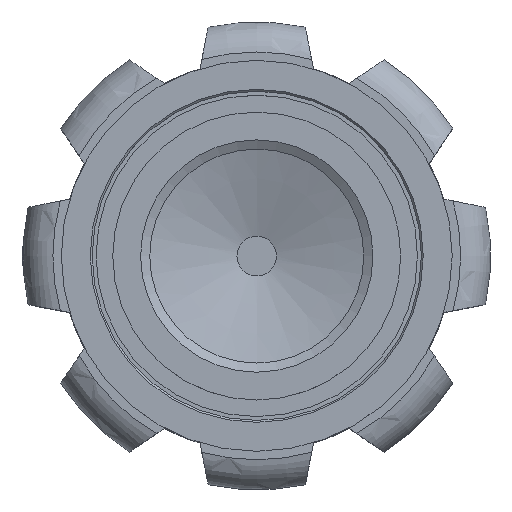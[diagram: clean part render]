
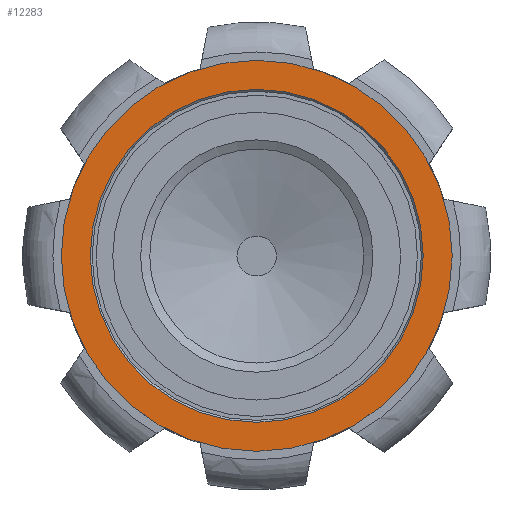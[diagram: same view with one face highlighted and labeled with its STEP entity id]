
A CAD part, top view. The second image highlights one B-rep face of the part: STEP entity #12283.
In plain terms, the highlighted planar face has unit normal (0, 0, 1).
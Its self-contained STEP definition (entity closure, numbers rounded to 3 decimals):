
#460 = CYLINDRICAL_SURFACE('',#461,104.5);
#461 = AXIS2_PLACEMENT_3D('',#462,#463,#464);
#462 = CARTESIAN_POINT('',(0.,0.,3.));
#463 = DIRECTION('',(0.,0.,1.));
#464 = DIRECTION('',(0.,-1.,0.));
#12213 = VERTEX_POINT('',#12214);
#12214 = CARTESIAN_POINT('',(0.,-104.5,106.));
#12234 = EDGE_CURVE('',#12213,#12213,#12235,.T.);
#12235 = SURFACE_CURVE('',#12236,(#12241,#12270),.PCURVE_S1.);
#12236 = CIRCLE('',#12237,104.5);
#12237 = AXIS2_PLACEMENT_3D('',#12238,#12239,#12240);
#12238 = CARTESIAN_POINT('',(0.,0.,106.
    ));
#12239 = DIRECTION('',(0.,0.,-1.));
#12240 = DIRECTION('',(0.,-1.,0.));
#12241 = PCURVE('',#460,#12242);
#12242 = DEFINITIONAL_REPRESENTATION('',(#12243),#12269);
#12243 = B_SPLINE_CURVE_WITH_KNOTS('',3,(#12244,#12245,#12246,#12247,
    #12248,#12249,#12250,#12251,#12252,#12253,#12254,#12255,#12256,
    #12257,#12258,#12259,#12260,#12261,#12262,#12263,#12264,#12265,
    #12266,#12267,#12268),.UNSPECIFIED.,.F.,.F.,(4,1,1,1,1,1,1,1,1,1,1,1
    ,1,1,1,1,1,1,1,1,1,1,4),(0.,0.286,0.571,
    0.857,1.142,1.428,1.714,
    1.999,2.285,2.57,2.856,
    3.142,3.427,3.713,3.998,
    4.284,4.57,4.855,5.141,
    5.426,5.712,5.998,6.283),
  .QUASI_UNIFORM_KNOTS.);
#12244 = CARTESIAN_POINT('',(6.283,103.));
#12245 = CARTESIAN_POINT('',(6.188,103.));
#12246 = CARTESIAN_POINT('',(5.998,103.));
#12247 = CARTESIAN_POINT('',(5.712,103.));
#12248 = CARTESIAN_POINT('',(5.426,103.));
#12249 = CARTESIAN_POINT('',(5.141,103.));
#12250 = CARTESIAN_POINT('',(4.855,103.));
#12251 = CARTESIAN_POINT('',(4.57,103.));
#12252 = CARTESIAN_POINT('',(4.284,103.));
#12253 = CARTESIAN_POINT('',(3.998,103.));
#12254 = CARTESIAN_POINT('',(3.713,103.));
#12255 = CARTESIAN_POINT('',(3.427,103.));
#12256 = CARTESIAN_POINT('',(3.142,103.));
#12257 = CARTESIAN_POINT('',(2.856,103.));
#12258 = CARTESIAN_POINT('',(2.57,103.));
#12259 = CARTESIAN_POINT('',(2.285,103.));
#12260 = CARTESIAN_POINT('',(1.999,103.));
#12261 = CARTESIAN_POINT('',(1.714,103.));
#12262 = CARTESIAN_POINT('',(1.428,103.));
#12263 = CARTESIAN_POINT('',(1.142,103.));
#12264 = CARTESIAN_POINT('',(0.857,103.));
#12265 = CARTESIAN_POINT('',(0.571,103.));
#12266 = CARTESIAN_POINT('',(0.286,103.));
#12267 = CARTESIAN_POINT('',(0.095,103.));
#12268 = CARTESIAN_POINT('',(0.,103.));
#12269 = ( GEOMETRIC_REPRESENTATION_CONTEXT(2) 
PARAMETRIC_REPRESENTATION_CONTEXT() REPRESENTATION_CONTEXT('2D SPACE',''
  ) );
#12270 = PCURVE('',#12271,#12276);
#12271 = PLANE('',#12272);
#12272 = AXIS2_PLACEMENT_3D('',#12273,#12274,#12275);
#12273 = CARTESIAN_POINT('',(0.,-89.,106.));
#12274 = DIRECTION('',(0.,0.,-1.));
#12275 = DIRECTION('',(0.,-1.,0.));
#12276 = DEFINITIONAL_REPRESENTATION('',(#12277),#12281);
#12277 = CIRCLE('',#12278,104.5);
#12278 = AXIS2_PLACEMENT_2D('',#12279,#12280);
#12279 = CARTESIAN_POINT('',(-89.,0.));
#12280 = DIRECTION('',(1.,0.));
#12281 = ( GEOMETRIC_REPRESENTATION_CONTEXT(2) 
PARAMETRIC_REPRESENTATION_CONTEXT() REPRESENTATION_CONTEXT('2D SPACE',''
  ) );
#12283 = ADVANCED_FACE('',(#12284,#12287),#12271,.F.);
#12284 = FACE_BOUND('',#12285,.T.);
#12285 = EDGE_LOOP('',(#12286));
#12286 = ORIENTED_EDGE('',*,*,#12234,.F.);
#12287 = FACE_BOUND('',#12288,.T.);
#12288 = EDGE_LOOP('',(#12289));
#12289 = ORIENTED_EDGE('',*,*,#12290,.T.);
#12290 = EDGE_CURVE('',#12291,#12291,#12293,.T.);
#12291 = VERTEX_POINT('',#12292);
#12292 = CARTESIAN_POINT('',(0.,-89.,106.));
#12293 = SURFACE_CURVE('',#12294,(#12299,#12306),.PCURVE_S1.);
#12294 = CIRCLE('',#12295,89.);
#12295 = AXIS2_PLACEMENT_3D('',#12296,#12297,#12298);
#12296 = CARTESIAN_POINT('',(0.,0.,106.
    ));
#12297 = DIRECTION('',(0.,0.,-1.));
#12298 = DIRECTION('',(0.,-1.,0.));
#12299 = PCURVE('',#12271,#12300);
#12300 = DEFINITIONAL_REPRESENTATION('',(#12301),#12305);
#12301 = CIRCLE('',#12302,89.);
#12302 = AXIS2_PLACEMENT_2D('',#12303,#12304);
#12303 = CARTESIAN_POINT('',(-89.,0.));
#12304 = DIRECTION('',(1.,0.));
#12305 = ( GEOMETRIC_REPRESENTATION_CONTEXT(2) 
PARAMETRIC_REPRESENTATION_CONTEXT() REPRESENTATION_CONTEXT('2D SPACE',''
  ) );
#12306 = PCURVE('',#12307,#12312);
#12307 = CONICAL_SURFACE('',#12308,88.,0.785);
#12308 = AXIS2_PLACEMENT_3D('',#12309,#12310,#12311);
#12309 = CARTESIAN_POINT('',(0.,0.,105.
    ));
#12310 = DIRECTION('',(0.,0.,1.));
#12311 = DIRECTION('',(0.,1.,0.));
#12312 = DEFINITIONAL_REPRESENTATION('',(#12313),#12339);
#12313 = B_SPLINE_CURVE_WITH_KNOTS('',3,(#12314,#12315,#12316,#12317,
    #12318,#12319,#12320,#12321,#12322,#12323,#12324,#12325,#12326,
    #12327,#12328,#12329,#12330,#12331,#12332,#12333,#12334,#12335,
    #12336,#12337,#12338),.UNSPECIFIED.,.F.,.F.,(4,1,1,1,1,1,1,1,1,1,1,1
    ,1,1,1,1,1,1,1,1,1,1,4),(0.,0.286,0.571,
    0.857,1.142,1.428,1.714,
    1.999,2.285,2.57,2.856,
    3.142,3.427,3.713,3.998,
    4.284,4.57,4.855,5.141,
    5.426,5.712,5.998,6.283),
  .QUASI_UNIFORM_KNOTS.);
#12314 = CARTESIAN_POINT('',(9.425,1.));
#12315 = CARTESIAN_POINT('',(9.33,1.));
#12316 = CARTESIAN_POINT('',(9.139,1.));
#12317 = CARTESIAN_POINT('',(8.854,1.));
#12318 = CARTESIAN_POINT('',(8.568,1.));
#12319 = CARTESIAN_POINT('',(8.282,1.));
#12320 = CARTESIAN_POINT('',(7.997,1.));
#12321 = CARTESIAN_POINT('',(7.711,1.));
#12322 = CARTESIAN_POINT('',(7.426,1.));
#12323 = CARTESIAN_POINT('',(7.14,1.));
#12324 = CARTESIAN_POINT('',(6.854,1.));
#12325 = CARTESIAN_POINT('',(6.569,1.));
#12326 = CARTESIAN_POINT('',(6.283,1.));
#12327 = CARTESIAN_POINT('',(5.998,1.));
#12328 = CARTESIAN_POINT('',(5.712,1.));
#12329 = CARTESIAN_POINT('',(5.426,1.));
#12330 = CARTESIAN_POINT('',(5.141,1.));
#12331 = CARTESIAN_POINT('',(4.855,1.));
#12332 = CARTESIAN_POINT('',(4.57,1.));
#12333 = CARTESIAN_POINT('',(4.284,1.));
#12334 = CARTESIAN_POINT('',(3.998,1.));
#12335 = CARTESIAN_POINT('',(3.713,1.));
#12336 = CARTESIAN_POINT('',(3.427,1.));
#12337 = CARTESIAN_POINT('',(3.237,1.));
#12338 = CARTESIAN_POINT('',(3.142,1.));
#12339 = ( GEOMETRIC_REPRESENTATION_CONTEXT(2) 
PARAMETRIC_REPRESENTATION_CONTEXT() REPRESENTATION_CONTEXT('2D SPACE',''
  ) );
